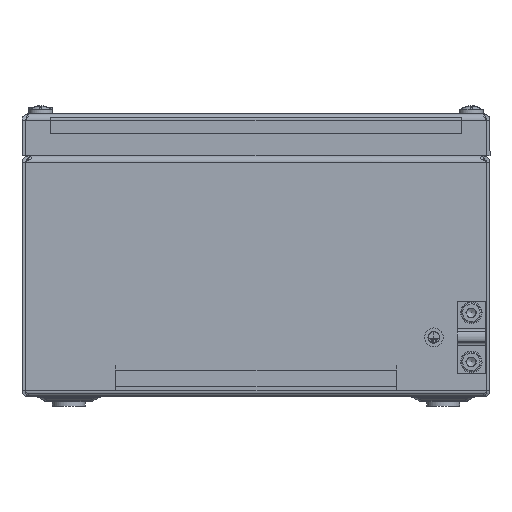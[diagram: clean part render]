
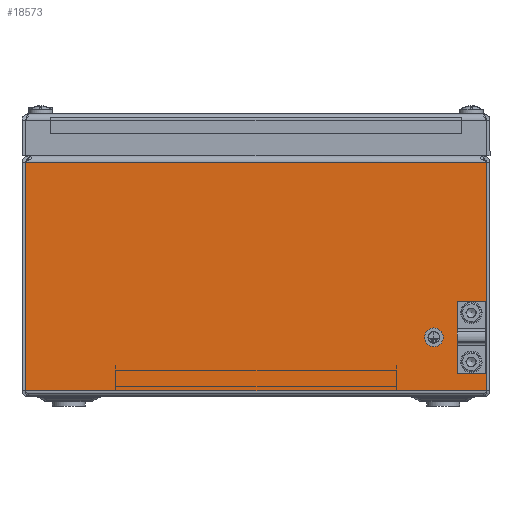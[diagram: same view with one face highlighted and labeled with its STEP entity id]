
A CAD part, left-side view. The second image highlights one B-rep face of the part: STEP entity #18573.
In plain terms, the highlighted planar face has unit normal (-1, 0, 0).
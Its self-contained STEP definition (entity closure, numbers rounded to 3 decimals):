
#76 = ORIENTED_EDGE ( 'NONE', *, *, #5187, .F. ) ;
#318 = DIRECTION ( 'NONE',  ( -1., 0., 0. ) ) ;
#708 = CIRCLE ( 'NONE', #15523, 3.5 ) ;
#905 = VECTOR ( 'NONE', #2613, 1000. ) ;
#1118 = CARTESIAN_POINT ( 'NONE',  ( -300., 98.493, 2.75 ) ) ;
#1225 = DIRECTION ( 'NONE',  ( 0., 1., 0. ) ) ;
#1458 = EDGE_LOOP ( 'NONE', ( #13037, #76, #7872, #2865 ) ) ;
#2056 = CARTESIAN_POINT ( 'NONE',  ( -300., -98.493, 103. ) ) ;
#2124 = CIRCLE ( 'NONE', #16276, 3.5 ) ;
#2613 = DIRECTION ( 'NONE',  ( 0., 1., 0. ) ) ;
#2793 = LINE ( 'NONE', #12868, #10159 ) ;
#2798 = VERTEX_POINT ( 'NONE', #12369 ) ;
#2865 = ORIENTED_EDGE ( 'NONE', *, *, #8790, .F. ) ;
#3435 = EDGE_CURVE ( 'NONE', #4364, #4364, #708, .T. ) ;
#3495 = VECTOR ( 'NONE', #10858, 1000. ) ;
#4364 = VERTEX_POINT ( 'NONE', #18163 ) ;
#4379 = FACE_BOUND ( 'NONE', #7420, .T. ) ;
#4384 = LINE ( 'NONE', #15764, #905 ) ;
#4978 = CARTESIAN_POINT ( 'NONE',  ( -300., -92., 36. ) ) ;
#5187 = EDGE_CURVE ( 'NONE', #17041, #2798, #10888, .T. ) ;
#5316 = CARTESIAN_POINT ( 'NONE',  ( -300., -92., 39.5 ) ) ;
#5974 = VERTEX_POINT ( 'NONE', #14179 ) ;
#6019 = EDGE_CURVE ( 'NONE', #7167, #17041, #2793, .T. ) ;
#6279 = ORIENTED_EDGE ( 'NONE', *, *, #3435, .F. ) ;
#6419 = DIRECTION ( 'NONE',  ( 0., 0., 1. ) ) ;
#6987 = VECTOR ( 'NONE', #9855, 1000. ) ;
#7167 = VERTEX_POINT ( 'NONE', #18190 ) ;
#7259 = EDGE_CURVE ( 'NONE', #5974, #2798, #4384, .T. ) ;
#7420 = EDGE_LOOP ( 'NONE', ( #6279 ) ) ;
#7872 = ORIENTED_EDGE ( 'NONE', *, *, #6019, .F. ) ;
#8294 = FACE_BOUND ( 'NONE', #18925, .T. ) ;
#8790 = EDGE_CURVE ( 'NONE', #5974, #7167, #18598, .T. ) ;
#9134 = CARTESIAN_POINT ( 'NONE',  ( -300., -92., 15. ) ) ;
#9393 = DIRECTION ( 'NONE',  ( 0., 1., 0. ) ) ;
#9855 = DIRECTION ( 'NONE',  ( 0., 0., 1. ) ) ;
#10159 = VECTOR ( 'NONE', #1225, 1000. ) ;
#10573 = DIRECTION ( 'NONE',  ( 0., 0., 1. ) ) ;
#10858 = DIRECTION ( 'NONE',  ( 0., 0., -1. ) ) ;
#10888 = LINE ( 'NONE', #11326, #6987 ) ;
#11326 = CARTESIAN_POINT ( 'NONE',  ( -300., 98.493, 103. ) ) ;
#12369 = CARTESIAN_POINT ( 'NONE',  ( -300., 98.493, 100.25 ) ) ;
#12868 = CARTESIAN_POINT ( 'NONE',  ( -300., -3100., 2.75 ) ) ;
#13037 = ORIENTED_EDGE ( 'NONE', *, *, #7259, .T. ) ;
#13043 = AXIS2_PLACEMENT_3D ( 'NONE', #16281, #18120, #9393 ) ;
#13271 = EDGE_CURVE ( 'NONE', #17837, #17837, #2124, .T. ) ;
#14179 = CARTESIAN_POINT ( 'NONE',  ( -300., -98.493, 100.25 ) ) ;
#15160 = DIRECTION ( 'NONE',  ( -1., 0., 0. ) ) ;
#15523 = AXIS2_PLACEMENT_3D ( 'NONE', #9134, #318, #10573 ) ;
#15764 = CARTESIAN_POINT ( 'NONE',  ( -300., -98.493, 100.25 ) ) ;
#16056 = FACE_OUTER_BOUND ( 'NONE', #1458, .T. ) ;
#16276 = AXIS2_PLACEMENT_3D ( 'NONE', #4978, #15160, #6419 ) ;
#16281 = CARTESIAN_POINT ( 'NONE',  ( -300., -3100., 103. ) ) ;
#16674 = PLANE ( 'NONE',  #13043 ) ;
#17041 = VERTEX_POINT ( 'NONE', #1118 ) ;
#17837 = VERTEX_POINT ( 'NONE', #5316 ) ;
#18120 = DIRECTION ( 'NONE',  ( 1., 0., 0. ) ) ;
#18163 = CARTESIAN_POINT ( 'NONE',  ( -300., -92., 18.5 ) ) ;
#18190 = CARTESIAN_POINT ( 'NONE',  ( -300., -98.493, 2.75 ) ) ;
#18559 = ORIENTED_EDGE ( 'NONE', *, *, #13271, .F. ) ;
#18573 = ADVANCED_FACE ( 'NONE', ( #8294, #4379, #16056 ), #16674, .F. ) ;
#18598 = LINE ( 'NONE', #2056, #3495 ) ;
#18925 = EDGE_LOOP ( 'NONE', ( #18559 ) ) ;
